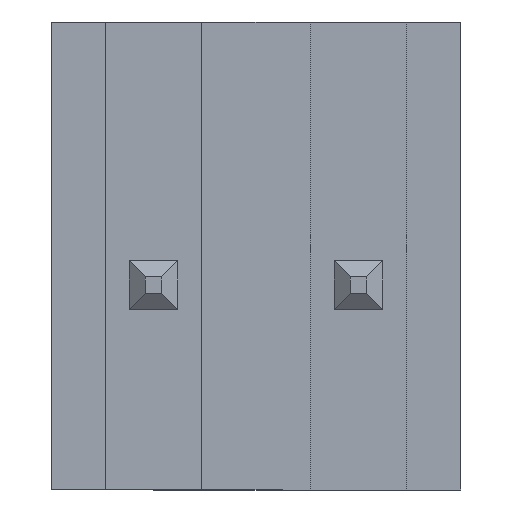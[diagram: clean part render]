
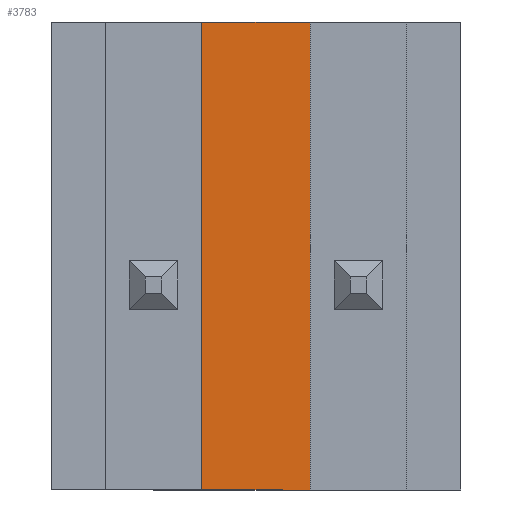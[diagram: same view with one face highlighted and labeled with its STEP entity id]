
A CAD part, front view. The second image highlights one B-rep face of the part: STEP entity #3783.
In plain terms, the highlighted planar face has unit normal (0, -1, 0).
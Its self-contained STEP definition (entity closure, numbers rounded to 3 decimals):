
#67 = EDGE_CURVE ( 'NONE', #3477, #1527, #3667, .T. ) ;
#113 = LINE ( 'NONE', #4458, #3383 ) ;
#283 = EDGE_CURVE ( 'NONE', #3817, #2002, #113, .T. ) ;
#408 = CARTESIAN_POINT ( 'NONE',  ( -0.67, 0., 2.9 ) ) ;
#409 = LINE ( 'NONE', #4311, #2612 ) ;
#429 = PLANE ( 'NONE',  #3850 ) ;
#675 = VECTOR ( 'NONE', #2759, 1000. ) ;
#775 = DIRECTION ( 'NONE',  ( 0., 0., -1. ) ) ;
#784 = DIRECTION ( 'NONE',  ( 0., 0., 1. ) ) ;
#1097 = CARTESIAN_POINT ( 'NONE',  ( 0.67, 0., -2.9 ) ) ;
#1195 = DIRECTION ( 'NONE',  ( -1., 0., 0. ) ) ;
#1260 = DIRECTION ( 'NONE',  ( 0., -1., 0. ) ) ;
#1304 = EDGE_CURVE ( 'NONE', #2002, #3477, #409, .T. ) ;
#1307 = ORIENTED_EDGE ( 'NONE', *, *, #2363, .T. ) ;
#1350 = LINE ( 'NONE', #1097, #675 ) ;
#1527 = VERTEX_POINT ( 'NONE', #2287 ) ;
#1649 = CARTESIAN_POINT ( 'NONE',  ( 0.67, 0., -2.9 ) ) ;
#1695 = CARTESIAN_POINT ( 'NONE',  ( 2.54, 0., 2.9 ) ) ;
#2002 = VERTEX_POINT ( 'NONE', #3804 ) ;
#2287 = CARTESIAN_POINT ( 'NONE',  ( 0.67, 0., 2.9 ) ) ;
#2363 = EDGE_CURVE ( 'NONE', #3817, #1527, #1350, .T. ) ;
#2553 = ORIENTED_EDGE ( 'NONE', *, *, #1304, .F. ) ;
#2612 = VECTOR ( 'NONE', #784, 1000. ) ;
#2759 = DIRECTION ( 'NONE',  ( 0., 0., 1. ) ) ;
#2874 = VECTOR ( 'NONE', #3905, 1000. ) ;
#3383 = VECTOR ( 'NONE', #1195, 1000. ) ;
#3477 = VERTEX_POINT ( 'NONE', #408 ) ;
#3667 = LINE ( 'NONE', #1695, #2874 ) ;
#3783 = ADVANCED_FACE ( 'NONE', ( #3958 ), #429, .T. ) ;
#3804 = CARTESIAN_POINT ( 'NONE',  ( -0.67, 0., -2.9 ) ) ;
#3817 = VERTEX_POINT ( 'NONE', #1649 ) ;
#3841 = CARTESIAN_POINT ( 'NONE',  ( 0., 0., 0. ) ) ;
#3850 = AXIS2_PLACEMENT_3D ( 'NONE', #3841, #1260, #775 ) ;
#3905 = DIRECTION ( 'NONE',  ( 1., 0., 0. ) ) ;
#3958 = FACE_OUTER_BOUND ( 'NONE', #4304, .T. ) ;
#4029 = ORIENTED_EDGE ( 'NONE', *, *, #283, .F. ) ;
#4146 = ORIENTED_EDGE ( 'NONE', *, *, #67, .F. ) ;
#4304 = EDGE_LOOP ( 'NONE', ( #2553, #4029, #1307, #4146 ) ) ;
#4311 = CARTESIAN_POINT ( 'NONE',  ( -0.67, 0., -2.9 ) ) ;
#4458 = CARTESIAN_POINT ( 'NONE',  ( 2.54, 0., -2.9 ) ) ;
